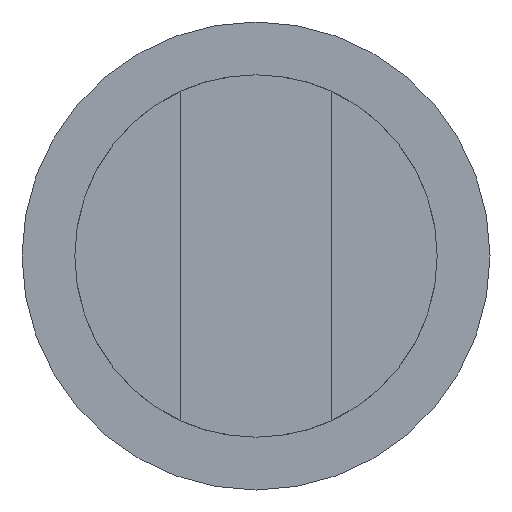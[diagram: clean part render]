
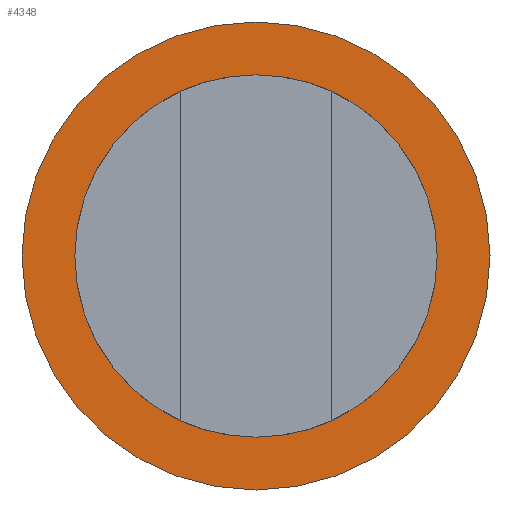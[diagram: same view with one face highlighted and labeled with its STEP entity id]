
A CAD part, front view. The second image highlights one B-rep face of the part: STEP entity #4348.
In plain terms, the highlighted planar face has unit normal (0, -1, 0).
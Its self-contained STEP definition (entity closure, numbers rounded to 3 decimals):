
#576 = CARTESIAN_POINT ( 'NONE',  ( 0., 0., 15.5 ) ) ;
#600 = CARTESIAN_POINT ( 'NONE',  ( 0., 0., 0. ) ) ;
#808 = AXIS2_PLACEMENT_3D ( 'NONE', #600, #4847, #1226 ) ;
#882 = AXIS2_PLACEMENT_3D ( 'NONE', #3446, #4034, #4711 ) ;
#967 = CARTESIAN_POINT ( 'NONE',  ( 0., 0., 0. ) ) ;
#1025 = FACE_OUTER_BOUND ( 'NONE', #4196, .T. ) ;
#1226 = DIRECTION ( 'NONE',  ( 0., 0., 1. ) ) ;
#1485 = EDGE_CURVE ( 'NONE', #4727, #7254, #6366, .T. ) ;
#1503 = DIRECTION ( 'NONE',  ( 0., 0., 1. ) ) ;
#1589 = DIRECTION ( 'NONE',  ( 0., 0., 1. ) ) ;
#1782 = AXIS2_PLACEMENT_3D ( 'NONE', #967, #5219, #1589 ) ;
#1810 = DIRECTION ( 'NONE',  ( 0., -1., 0. ) ) ;
#1848 = VERTEX_POINT ( 'NONE', #576 ) ;
#2458 = CIRCLE ( 'NONE', #808, 15.5 ) ;
#2647 = CARTESIAN_POINT ( 'NONE',  ( 0., 0., 0. ) ) ;
#2777 = CARTESIAN_POINT ( 'NONE',  ( 0., 0., 0. ) ) ;
#3232 = DIRECTION ( 'NONE',  ( 0., 0., 1. ) ) ;
#3427 = ORIENTED_EDGE ( 'NONE', *, *, #5374, .F. ) ;
#3446 = CARTESIAN_POINT ( 'NONE',  ( 0., 0., 0. ) ) ;
#3787 = FACE_BOUND ( 'NONE', #6048, .T. ) ;
#3875 = CIRCLE ( 'NONE', #1782, 12. ) ;
#4034 = DIRECTION ( 'NONE',  ( 0., 1., 0. ) ) ;
#4064 = PLANE ( 'NONE',  #882 ) ;
#4196 = EDGE_LOOP ( 'NONE', ( #4918, #3427 ) ) ;
#4348 = ADVANCED_FACE ( 'NONE', ( #1025, #3787 ), #4064, .F. ) ;
#4572 = AXIS2_PLACEMENT_3D ( 'NONE', #2777, #1810, #1503 ) ;
#4711 = DIRECTION ( 'NONE',  ( 0., 0., 1. ) ) ;
#4727 = VERTEX_POINT ( 'NONE', #6914 ) ;
#4847 = DIRECTION ( 'NONE',  ( 0., 1., 0. ) ) ;
#4918 = ORIENTED_EDGE ( 'NONE', *, *, #7179, .F. ) ;
#4953 = ORIENTED_EDGE ( 'NONE', *, *, #1485, .F. ) ;
#5159 = EDGE_CURVE ( 'NONE', #7254, #4727, #3875, .T. ) ;
#5219 = DIRECTION ( 'NONE',  ( 0., -1., 0. ) ) ;
#5374 = EDGE_CURVE ( 'NONE', #1848, #5945, #2458, .T. ) ;
#5636 = AXIS2_PLACEMENT_3D ( 'NONE', #2647, #7022, #3232 ) ;
#5932 = CARTESIAN_POINT ( 'NONE',  ( 0., 0., -15.5 ) ) ;
#5945 = VERTEX_POINT ( 'NONE', #5932 ) ;
#6048 = EDGE_LOOP ( 'NONE', ( #4953, #6346 ) ) ;
#6346 = ORIENTED_EDGE ( 'NONE', *, *, #5159, .F. ) ;
#6366 = CIRCLE ( 'NONE', #4572, 12. ) ;
#6914 = CARTESIAN_POINT ( 'NONE',  ( 0., 0., 12. ) ) ;
#7022 = DIRECTION ( 'NONE',  ( 0., 1., 0. ) ) ;
#7114 = CARTESIAN_POINT ( 'NONE',  ( 0., 0., -12. ) ) ;
#7179 = EDGE_CURVE ( 'NONE', #5945, #1848, #8034, .T. ) ;
#7254 = VERTEX_POINT ( 'NONE', #7114 ) ;
#8034 = CIRCLE ( 'NONE', #5636, 15.5 ) ;
